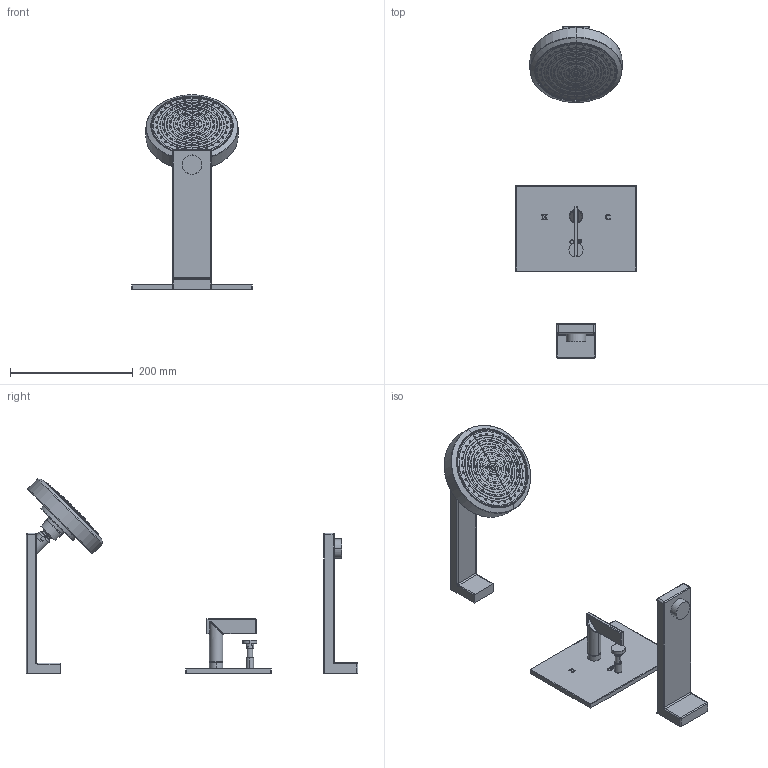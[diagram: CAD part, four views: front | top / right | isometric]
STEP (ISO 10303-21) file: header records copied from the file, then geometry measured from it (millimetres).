
FILE_DESCRIPTION((''),'2;1');
FILE_NAME('3-2542BP','2021-05-31T13:39:42',('jinson.thomas'),(''),'CREO PARAMETRIC BY PTC INC, 2018400','CREO PARAMETRIC BY PTC INC, 2018400','');
FILE_SCHEMA(('CONFIG_CONTROL_DESIGN'));
Products named in the file (1): 3-2542BP
Bounding box: 196.85 x 541.02 x 317.29 mm (x, y, z)
Volume: 1320622.7 mm3; surface area: 207746.1 mm2
Topology: 3 solids, 3 shells, 1223 faces, 3199 edges, 2122 vertices
Faces by surface type: cylinder 268, torus 240, cone 197, plane 185, extrusion 178, sphere 120, bspline 35
Entity records: 54258 total; most frequent: CARTESIAN_POINT 25195, ORIENTED_EDGE 6394, DIRECTION 5450, EDGE_CURVE 3197, AXIS2_PLACEMENT_3D 2130, VERTEX_POINT 2122, EDGE_LOOP 1365, B_SPLINE_CURVE_WITH_KNOTS 1243
